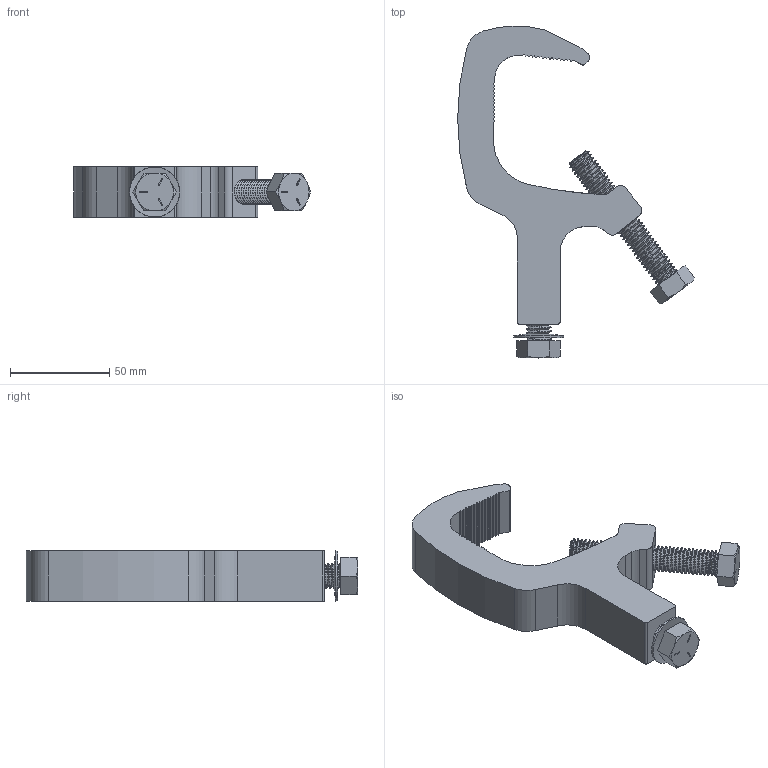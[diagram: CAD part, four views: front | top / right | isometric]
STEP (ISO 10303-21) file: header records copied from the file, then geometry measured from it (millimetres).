
FILE_DESCRIPTION(/* description */ ('Medium Duty C-Clamp for Truss or Tubing'),/* implementation_level */ '2;1');
FILE_NAME(/* name */ 'EVT50C-CCB.step',/* time_stamp */ '2024-01-24T16:00:47-08:00',/* author */ (''),/* organization */ (''),/* preprocessor_version */ 'ST-DEVELOPER v20',/* originating_system */ 'Autodesk Translation Framework v12.14.0.127',/* authorisation */ '');
FILE_SCHEMA (('AUTOMOTIVE_DESIGN { 1 0 10303 214 3 1 1 }'));
Length unit declared in the file: millimetre
Products named in the file (8): EVT50C-CCB; EVT50C-CCB_1; EVT50C-CCB (1); 92865A724_MEDIUM-STRG GRADE 5 ZINC-PLTD STL CAP SCREW; EVT50C-CCB (2); 92865A712_MEDIUM-STRG GRADE 5 ZINC-PLTD STL CAP SCREW; EVT50C-CCB (3); 9712K740_HIGH-CARBON STEEL BELLEVILLE DISC SPRING
Assembly tree (7 placements, depth 3):
  EVT50C-CCB
    EVT50C-CCB_1
    EVT50C-CCB (1)
      92865A724_MEDIUM-STRG GRADE 5 ZINC-PLTD STL CAP SCREW
    EVT50C-CCB (2)
      92865A712_MEDIUM-STRG GRADE 5 ZINC-PLTD STL CAP SCREW
    EVT50C-CCB (3)
      9712K740_HIGH-CARBON STEEL BELLEVILLE DISC SPRING
Bounding box: 119.42 x 167.42 x 25.4 mm (x, y, z)
Volume: 126772 mm3; surface area: 33911.8 mm2
Topology: 4 solids, 4 shells, 323 faces, 1017 edges, 707 vertices
Faces by surface type: cylinder 194, plane 104, cone 21, bspline 4
Full cylindrical faces by diameter (mm): 10.162 x52, 10.719 x2, 12.7 x50
Entity records: 19616 total; most frequent: CARTESIAN_POINT 11167, ORIENTED_EDGE 2032, DIRECTION 1536, EDGE_CURVE 1016, VERTEX_POINT 707, AXIS2_PLACEMENT_3D 540, LINE 456, VECTOR 456
